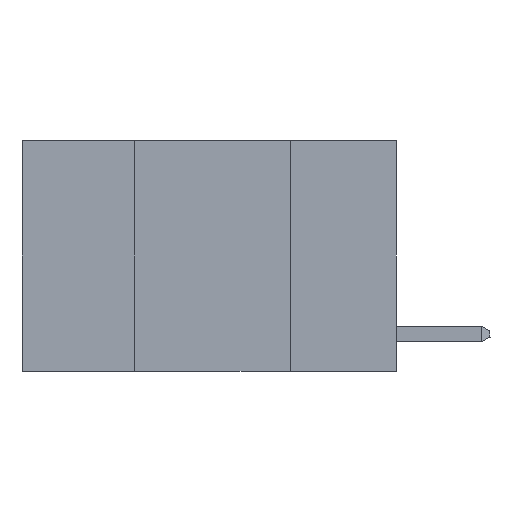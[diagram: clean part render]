
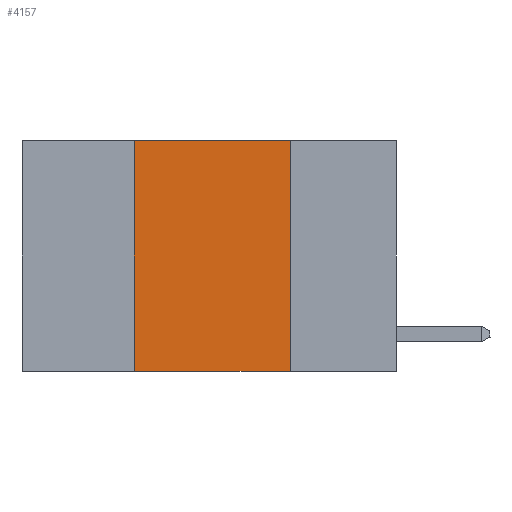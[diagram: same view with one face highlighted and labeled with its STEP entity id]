
A CAD part, left-side view. The second image highlights one B-rep face of the part: STEP entity #4157.
In plain terms, the highlighted planar face has unit normal (-1, 0, 0).
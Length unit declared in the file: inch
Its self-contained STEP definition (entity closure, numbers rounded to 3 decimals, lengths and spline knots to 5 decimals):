
#1036 = LINE ( 'NONE', #11623, #10868 ) ;
#1715 = VERTEX_POINT ( 'NONE', #4352 ) ;
#2083 = VECTOR ( 'NONE', #10364, 39.37008 ) ;
#3140 = ORIENTED_EDGE ( 'NONE', *, *, #5958, .F. ) ;
#4044 = CARTESIAN_POINT ( 'NONE',  ( 0., 0.17, 0. ) ) ;
#4105 = DIRECTION ( 'NONE',  ( 0., 0., 1. ) ) ;
#4157 = ADVANCED_FACE ( 'NONE', ( #8877 ), #4552, .F. ) ;
#4352 = CARTESIAN_POINT ( 'NONE',  ( 0., 0.17, 0. ) ) ;
#4552 = PLANE ( 'NONE',  #14185 ) ;
#5958 = EDGE_CURVE ( 'NONE', #13721, #1715, #1036, .T. ) ;
#6105 = VECTOR ( 'NONE', #4105, 39.37008 ) ;
#6316 = ORIENTED_EDGE ( 'NONE', *, *, #6352, .F. ) ;
#6352 = EDGE_CURVE ( 'NONE', #1715, #15315, #8973, .T. ) ;
#6353 = EDGE_CURVE ( 'NONE', #6618, #13721, #16042, .T. ) ;
#6355 = EDGE_CURVE ( 'NONE', #6618, #15315, #14926, .T. ) ;
#6618 = VERTEX_POINT ( 'NONE', #9979 ) ;
#6723 = ORIENTED_EDGE ( 'NONE', *, *, #6353, .F. ) ;
#7170 = DIRECTION ( 'NONE',  ( 0., 0., -1. ) ) ;
#8582 = VECTOR ( 'NONE', #13922, 39.37008 ) ;
#8877 = FACE_OUTER_BOUND ( 'NONE', #10134, .T. ) ;
#8947 = CARTESIAN_POINT ( 'NONE',  ( 0., 0.42, 0. ) ) ;
#8973 = LINE ( 'NONE', #4044, #2083 ) ;
#9979 = CARTESIAN_POINT ( 'NONE',  ( 0., 0.42, -0.37 ) ) ;
#10134 = EDGE_LOOP ( 'NONE', ( #6316, #3140, #6723, #16220 ) ) ;
#10364 = DIRECTION ( 'NONE',  ( 0., 0., -1. ) ) ;
#10868 = VECTOR ( 'NONE', #12809, 39.37008 ) ;
#11623 = CARTESIAN_POINT ( 'NONE',  ( 0., 0.6, 0. ) ) ;
#12744 = CARTESIAN_POINT ( 'NONE',  ( 0., 0.6, -0.37 ) ) ;
#12809 = DIRECTION ( 'NONE',  ( 0., -1., 0. ) ) ;
#13125 = CARTESIAN_POINT ( 'NONE',  ( 0., 0.6, 0. ) ) ;
#13596 = CARTESIAN_POINT ( 'NONE',  ( 0., 0.17, -0.37 ) ) ;
#13721 = VERTEX_POINT ( 'NONE', #8947 ) ;
#13922 = DIRECTION ( 'NONE',  ( 0., -1., 0. ) ) ;
#14185 = AXIS2_PLACEMENT_3D ( 'NONE', #13125, #14307, #7170 ) ;
#14307 = DIRECTION ( 'NONE',  ( 1., 0., 0. ) ) ;
#14926 = LINE ( 'NONE', #12744, #8582 ) ;
#15071 = CARTESIAN_POINT ( 'NONE',  ( 0., 0.42, 0. ) ) ;
#15315 = VERTEX_POINT ( 'NONE', #13596 ) ;
#16042 = LINE ( 'NONE', #15071, #6105 ) ;
#16220 = ORIENTED_EDGE ( 'NONE', *, *, #6355, .T. ) ;
